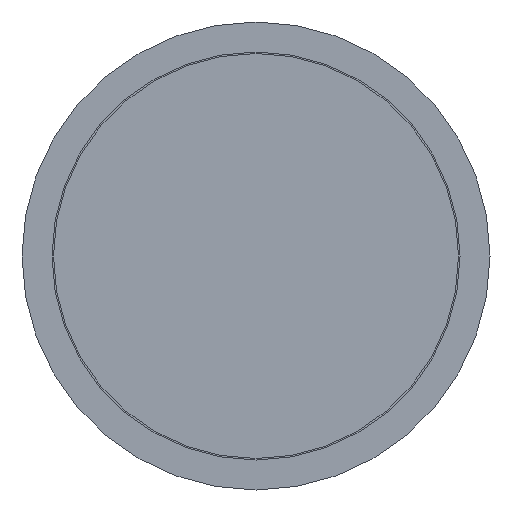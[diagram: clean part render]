
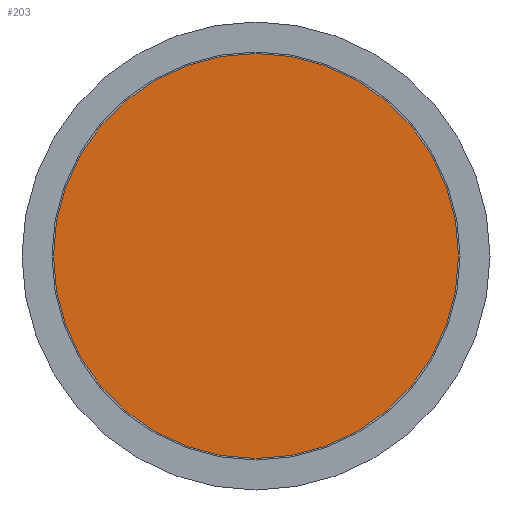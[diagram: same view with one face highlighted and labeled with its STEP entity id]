
A CAD part, front view. The second image highlights one B-rep face of the part: STEP entity #203.
In plain terms, the highlighted planar face has unit normal (0, -1, 0).
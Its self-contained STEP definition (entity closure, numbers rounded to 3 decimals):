
#37 = DIRECTION ( 'NONE',  ( 0., 0., -1. ) ) ;
#76 = DIRECTION ( 'NONE',  ( 0., 1., 0. ) ) ;
#77 = ORIENTED_EDGE ( 'NONE', *, *, #271, .T. ) ;
#79 = AXIS2_PLACEMENT_3D ( 'NONE', #539, #422, #37 ) ;
#112 = FACE_OUTER_BOUND ( 'NONE', #433, .T. ) ;
#203 = ADVANCED_FACE ( 'NONE', ( #112 ), #503, .F. ) ;
#226 = CIRCLE ( 'NONE', #79, 33.75 ) ;
#271 = EDGE_CURVE ( 'NONE', #399, #399, #226, .T. ) ;
#329 = CARTESIAN_POINT ( 'NONE',  ( -33.75, 0., 0. ) ) ;
#399 = VERTEX_POINT ( 'NONE', #444 ) ;
#407 = AXIS2_PLACEMENT_3D ( 'NONE', #329, #76, #499 ) ;
#422 = DIRECTION ( 'NONE',  ( 0., -1., 0. ) ) ;
#433 = EDGE_LOOP ( 'NONE', ( #77 ) ) ;
#444 = CARTESIAN_POINT ( 'NONE',  ( 0., 0., -33.75 ) ) ;
#499 = DIRECTION ( 'NONE',  ( 0., 0., 1. ) ) ;
#503 = PLANE ( 'NONE',  #407 ) ;
#539 = CARTESIAN_POINT ( 'NONE',  ( 0., 0., 0. ) ) ;
